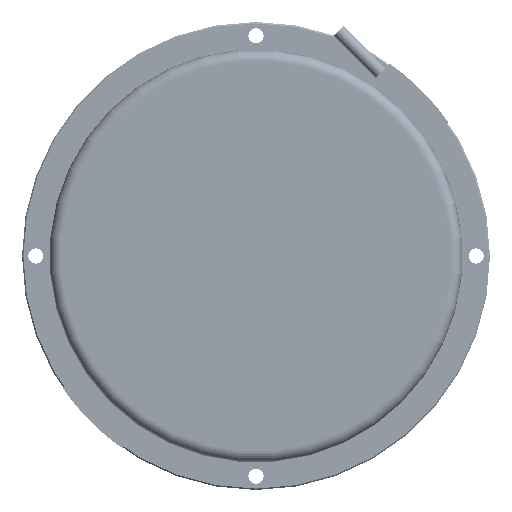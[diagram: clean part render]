
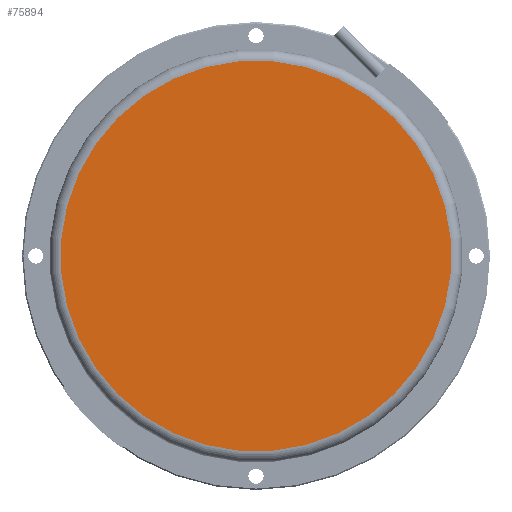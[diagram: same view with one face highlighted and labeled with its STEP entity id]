
A CAD part, left-side view. The second image highlights one B-rep face of the part: STEP entity #75894.
In plain terms, the highlighted planar face has unit normal (-1, 0, 0).
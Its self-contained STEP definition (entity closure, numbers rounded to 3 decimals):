
#4418 = AXIS2_PLACEMENT_3D ( 'NONE', #60673, #140899, #72356 ) ;
#11368 = DIRECTION ( 'NONE',  ( -1., 0., 0. ) ) ;
#13284 = PLANE ( 'NONE',  #4418 ) ;
#17592 = FACE_OUTER_BOUND ( 'NONE', #42400, .T. ) ;
#18727 = VERTEX_POINT ( 'NONE', #82022 ) ;
#18832 = CARTESIAN_POINT ( 'NONE',  ( -11.949, 55.742, 65.279 ) ) ;
#25532 = EDGE_CURVE ( 'NONE', #97142, #18727, #130084, .T. ) ;
#30690 = DIRECTION ( 'NONE',  ( 0., 0.707, 0.707 ) ) ;
#30941 = EDGE_CURVE ( 'NONE', #18727, #97142, #129832, .T. ) ;
#42400 = EDGE_LOOP ( 'NONE', ( #89906, #77265 ) ) ;
#58540 = AXIS2_PLACEMENT_3D ( 'NONE', #81688, #11368, #93267 ) ;
#60673 = CARTESIAN_POINT ( 'NONE',  ( -11.949, 105.947, 115.484 ) ) ;
#72356 = DIRECTION ( 'NONE',  ( 0., 0.707, 0.707 ) ) ;
#75894 = ADVANCED_FACE ( 'NONE', ( #17592 ), #13284, .T. ) ;
#77265 = ORIENTED_EDGE ( 'NONE', *, *, #30941, .T. ) ;
#81688 = CARTESIAN_POINT ( 'NONE',  ( -11.949, 55.742, 65.279 ) ) ;
#82022 = CARTESIAN_POINT ( 'NONE',  ( -11.949, 5.538, 15.075 ) ) ;
#89906 = ORIENTED_EDGE ( 'NONE', *, *, #25532, .T. ) ;
#93267 = DIRECTION ( 'NONE',  ( 0., 0.707, 0.707 ) ) ;
#97142 = VERTEX_POINT ( 'NONE', #141472 ) ;
#100346 = DIRECTION ( 'NONE',  ( -1., 0., 0. ) ) ;
#129832 = CIRCLE ( 'NONE', #131178, 71. ) ;
#130084 = CIRCLE ( 'NONE', #58540, 71. ) ;
#131178 = AXIS2_PLACEMENT_3D ( 'NONE', #18832, #100346, #30690 ) ;
#140899 = DIRECTION ( 'NONE',  ( -1., 0., 0. ) ) ;
#141472 = CARTESIAN_POINT ( 'NONE',  ( -11.949, 105.947, 115.484 ) ) ;
